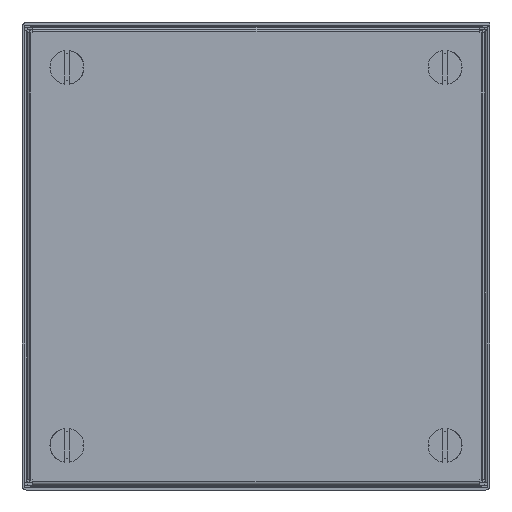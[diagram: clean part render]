
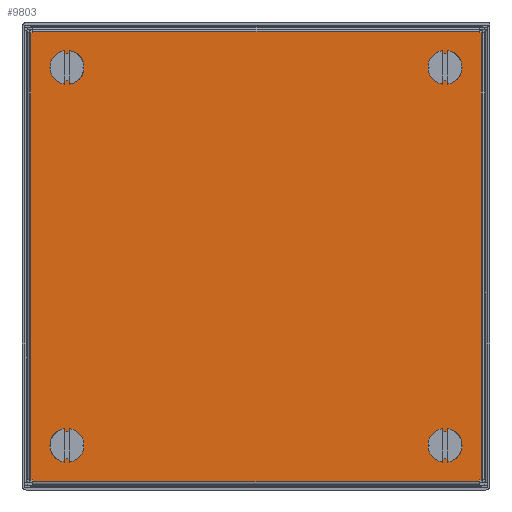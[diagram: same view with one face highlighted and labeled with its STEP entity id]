
A CAD part, front view. The second image highlights one B-rep face of the part: STEP entity #9803.
In plain terms, the highlighted face is planar.
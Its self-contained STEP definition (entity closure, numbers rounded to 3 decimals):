
#8929=DIRECTION('',(0.,1.,0.));
#8930=VECTOR('',#8929,190.34);
#8931=CARTESIAN_POINT('',(-95.9,-95.17,1.));
#8932=LINE('',#8931,#8930);
#8937=DIRECTION('',(-1.,0.,0.));
#8938=VECTOR('',#8937,0.73);
#8939=CARTESIAN_POINT('',(-95.17,95.17,1.));
#8940=LINE('',#8939,#8938);
#8941=DIRECTION('',(0.,1.,0.));
#8942=VECTOR('',#8941,0.73);
#8943=CARTESIAN_POINT('',(95.17,95.17,1.));
#8944=LINE('',#8943,#8942);
#8945=DIRECTION('',(1.,0.,0.));
#8946=VECTOR('',#8945,0.73);
#8947=CARTESIAN_POINT('',(95.17,-95.17,1.));
#8948=LINE('',#8947,#8946);
#8949=DIRECTION('',(0.,-1.,0.));
#8950=VECTOR('',#8949,0.73);
#8951=CARTESIAN_POINT('',(-95.17,-95.17,1.));
#8952=LINE('',#8951,#8950);
#8957=DIRECTION('',(0.,1.,0.));
#8958=VECTOR('',#8957,0.73);
#8959=CARTESIAN_POINT('',(-95.17,95.17,1.));
#8960=LINE('',#8959,#8958);
#9089=DIRECTION('',(1.,0.,0.));
#9090=VECTOR('',#9089,0.73);
#9091=CARTESIAN_POINT('',(95.17,95.17,1.));
#9092=LINE('',#9091,#9090);
#9221=DIRECTION('',(0.,-1.,0.));
#9222=VECTOR('',#9221,0.73);
#9223=CARTESIAN_POINT('',(95.17,-95.17,1.));
#9224=LINE('',#9223,#9222);
#9329=DIRECTION('',(-1.,0.,0.));
#9330=VECTOR('',#9329,0.73);
#9331=CARTESIAN_POINT('',(-95.17,-95.17,1.));
#9332=LINE('',#9331,#9330);
#9435=DIRECTION('',(-1.,0.,0.));
#9436=VECTOR('',#9435,190.34);
#9437=CARTESIAN_POINT('',(95.17,-95.9,1.));
#9438=LINE('',#9437,#9436);
#9475=DIRECTION('',(0.,-1.,0.));
#9476=VECTOR('',#9475,190.34);
#9477=CARTESIAN_POINT('',(95.9,95.17,1.));
#9478=LINE('',#9477,#9476);
#9491=DIRECTION('',(1.,0.,0.));
#9492=VECTOR('',#9491,190.34);
#9493=CARTESIAN_POINT('',(-95.17,95.9,1.));
#9494=LINE('',#9493,#9492);
#9507=CARTESIAN_POINT('',(95.9,95.17,1.));
#9509=VERTEX_POINT('',#9507);
#9516=CARTESIAN_POINT('',(-95.9,95.17,1.));
#9518=VERTEX_POINT('',#9516);
#9519=CARTESIAN_POINT('',(-95.17,95.9,1.));
#9521=VERTEX_POINT('',#9519);
#9523=CARTESIAN_POINT('',(95.9,-95.17,1.));
#9525=VERTEX_POINT('',#9523);
#9531=CARTESIAN_POINT('',(95.17,95.9,1.));
#9532=VERTEX_POINT('',#9531);
#9533=CARTESIAN_POINT('',(-95.17,95.17,1.));
#9535=VERTEX_POINT('',#9533);
#9555=CARTESIAN_POINT('',(95.17,-95.17,1.));
#9557=VERTEX_POINT('',#9555);
#9563=CARTESIAN_POINT('',(-95.17,-95.17,1.));
#9564=CARTESIAN_POINT('',(-95.9,-95.17,1.));
#9565=VERTEX_POINT('',#9563);
#9566=VERTEX_POINT('',#9564);
#9571=CARTESIAN_POINT('',(95.17,-95.9,1.));
#9572=CARTESIAN_POINT('',(-95.17,-95.9,1.));
#9573=VERTEX_POINT('',#9571);
#9574=VERTEX_POINT('',#9572);
#9575=CARTESIAN_POINT('',(95.17,95.17,1.));
#9576=VERTEX_POINT('',#9575);
#9774=CARTESIAN_POINT('',(97.5,97.5,1.));
#9775=DIRECTION('',(0.,0.,-1.));
#9776=DIRECTION('',(-1.,0.,0.));
#9777=AXIS2_PLACEMENT_3D('',#9774,#9775,#9776);
#9778=PLANE('',#9777);
#9779=ORIENTED_EDGE('',*,*,#9692,.F.);
#9781=ORIENTED_EDGE('',*,*,#9780,.T.);
#9783=ORIENTED_EDGE('',*,*,#9782,.T.);
#9785=ORIENTED_EDGE('',*,*,#9784,.F.);
#9787=ORIENTED_EDGE('',*,*,#9786,.T.);
#9789=ORIENTED_EDGE('',*,*,#9788,.T.);
#9791=ORIENTED_EDGE('',*,*,#9790,.F.);
#9793=ORIENTED_EDGE('',*,*,#9792,.T.);
#9795=ORIENTED_EDGE('',*,*,#9794,.T.);
#9797=ORIENTED_EDGE('',*,*,#9796,.F.);
#9799=ORIENTED_EDGE('',*,*,#9798,.T.);
#9800=ORIENTED_EDGE('',*,*,#9765,.T.);
#9801=EDGE_LOOP('',(#9779,#9781,#9783,#9785,#9787,#9789,#9791,#9793,#9795,#9797,
#9799,#9800));
#9802=FACE_OUTER_BOUND('',#9801,.F.);
#9803=ADVANCED_FACE('',(#9802),#9778,.F.);
#9692=EDGE_CURVE('',#9535,#9518,#8940,.T.);
#9765=EDGE_CURVE('',#9566,#9518,#8932,.T.);
#9780=EDGE_CURVE('',#9535,#9521,#8960,.T.);
#9782=EDGE_CURVE('',#9521,#9532,#9494,.T.);
#9784=EDGE_CURVE('',#9576,#9532,#8944,.T.);
#9786=EDGE_CURVE('',#9576,#9509,#9092,.T.);
#9788=EDGE_CURVE('',#9509,#9525,#9478,.T.);
#9790=EDGE_CURVE('',#9557,#9525,#8948,.T.);
#9792=EDGE_CURVE('',#9557,#9573,#9224,.T.);
#9794=EDGE_CURVE('',#9573,#9574,#9438,.T.);
#9796=EDGE_CURVE('',#9565,#9574,#8952,.T.);
#9798=EDGE_CURVE('',#9565,#9566,#9332,.T.);
